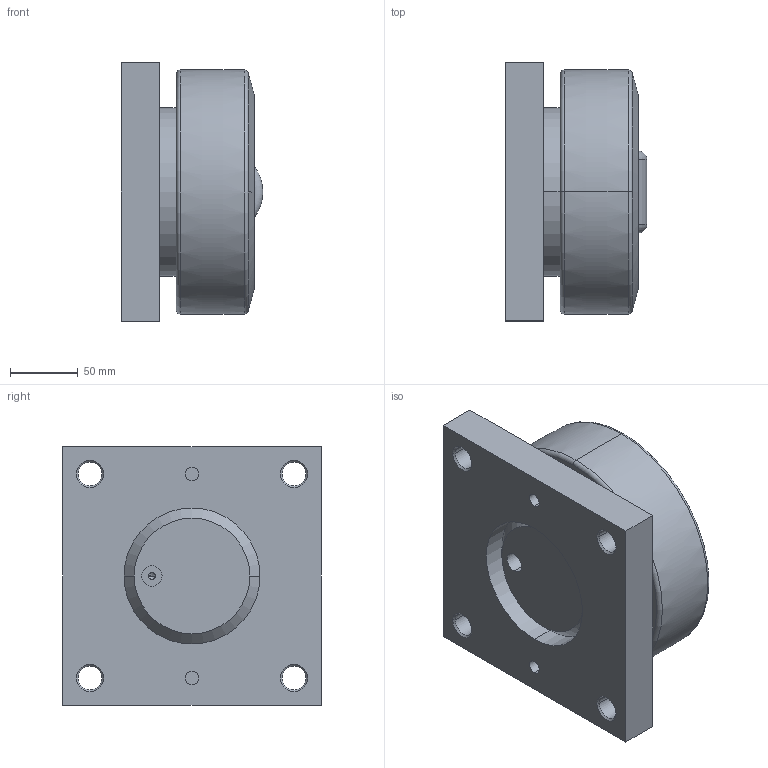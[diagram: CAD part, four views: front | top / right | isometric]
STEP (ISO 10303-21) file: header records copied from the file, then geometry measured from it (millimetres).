
FILE_DESCRIPTION(('STEP AP214'),'1');
FILE_NAME('4_085_ap_90-q.stp','2021-05-26T03:50:08',('TraceParts'),('TraceParts S.A.'),'Spatial InterOp 3D',' ',' ');
FILE_SCHEMA(('AUTOMOTIVE_DESIGN { 1 0 10303 214 1 1 1 1 }'));
Length unit declared in the file: millimetre
Products named in the file (1): 4_085_ap_90-q
Bounding box: 104.3 x 190 x 190 mm (x, y, z)
Volume: 2488475 mm3; surface area: 167851.5 mm2
Topology: 1 solids, 1 shells, 79 faces, 188 edges, 116 vertices
Faces by surface type: cylinder 24, cone 24, plane 23, torus 8
Entity records: 2564 total; most frequent: CARTESIAN_POINT 638, DIRECTION 435, ORIENTED_EDGE 372, EDGE_CURVE 186, AXIS2_PLACEMENT_3D 177, VERTEX_POINT 116, EDGE_LOOP 98, CIRCLE 97
